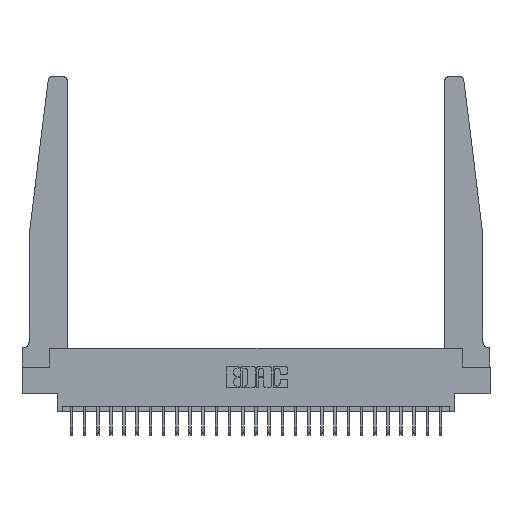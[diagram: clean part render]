
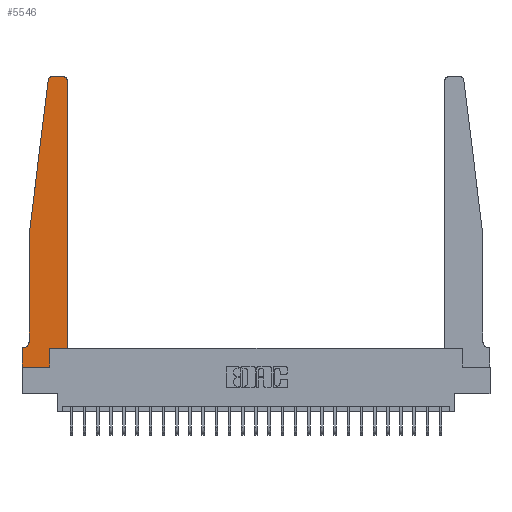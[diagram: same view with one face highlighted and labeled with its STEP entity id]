
A CAD part, top view. The second image highlights one B-rep face of the part: STEP entity #5546.
In plain terms, the highlighted planar face has unit normal (0, 0, 1).
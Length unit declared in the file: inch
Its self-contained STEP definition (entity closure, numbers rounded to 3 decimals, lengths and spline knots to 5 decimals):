
#333 = CARTESIAN_POINT ( 'NONE',  ( 0.27653, 2.72, 0.37 ) ) ;
#736 = DIRECTION ( 'NONE',  ( 1., 0., 0. ) ) ;
#1132 = EDGE_CURVE ( 'NONE', #11174, #3556, #19700, .T. ) ;
#1377 = LINE ( 'NONE', #20517, #22579 ) ;
#1505 = CARTESIAN_POINT ( 'NONE',  ( 0., 0., 0.37 ) ) ;
#1586 = CARTESIAN_POINT ( 'NONE',  ( 0.065, 1.25, 0.37 ) ) ;
#2046 = CARTESIAN_POINT ( 'NONE',  ( 0.065, 0.1875, 0.37 ) ) ;
#2322 = DIRECTION ( 'NONE',  ( 1., 0., 0. ) ) ;
#2454 = VERTEX_POINT ( 'NONE', #19987 ) ;
#2663 = ORIENTED_EDGE ( 'NONE', *, *, #21233, .T. ) ;
#2757 = EDGE_CURVE ( 'NONE', #19107, #17783, #13000, .T. ) ;
#2835 = DIRECTION ( 'NONE',  ( 0., 1., 0. ) ) ;
#3101 = CARTESIAN_POINT ( 'NONE',  ( 0.395, 2.72, 0.37 ) ) ;
#3556 = VERTEX_POINT ( 'NONE', #15605 ) ;
#3745 = DIRECTION ( 'NONE',  ( 1., 0., 0. ) ) ;
#3750 = LINE ( 'NONE', #1505, #25542 ) ;
#4272 = DIRECTION ( 'NONE',  ( 0., 0., -1. ) ) ;
#4497 = AXIS2_PLACEMENT_3D ( 'NONE', #3101, #13815, #17898 ) ;
#4548 = CARTESIAN_POINT ( 'NONE',  ( 0.2605, 0.18, 0.37 ) ) ;
#4693 = VECTOR ( 'NONE', #5916, 39.37008 ) ;
#5228 = VERTEX_POINT ( 'NONE', #22630 ) ;
#5381 = DIRECTION ( 'NONE',  ( 0., -1., 0. ) ) ;
#5546 = ADVANCED_FACE ( 'NONE', ( #8609 ), #11338, .T. ) ;
#5916 = DIRECTION ( 'NONE',  ( 0., 1., 0. ) ) ;
#6420 = CARTESIAN_POINT ( 'NONE',  ( 0.25, 2.75, 0.37 ) ) ;
#6998 = LINE ( 'NONE', #20771, #9983 ) ;
#7475 = VERTEX_POINT ( 'NONE', #22792 ) ;
#7573 = DIRECTION ( 'NONE',  ( 1., 0., 0. ) ) ;
#7743 = VERTEX_POINT ( 'NONE', #22932 ) ;
#8467 = DIRECTION ( 'NONE',  ( -1., 0., 0. ) ) ;
#8609 = FACE_OUTER_BOUND ( 'NONE', #11832, .T. ) ;
#9116 = LINE ( 'NONE', #16666, #19025 ) ;
#9408 = ORIENTED_EDGE ( 'NONE', *, *, #10096, .T. ) ;
#9492 = LINE ( 'NONE', #2046, #11144 ) ;
#9983 = VECTOR ( 'NONE', #16221, 39.37008 ) ;
#10037 = AXIS2_PLACEMENT_3D ( 'NONE', #16550, #4272, #16744 ) ;
#10093 = EDGE_CURVE ( 'NONE', #15492, #25784, #13381, .T. ) ;
#10096 = EDGE_CURVE ( 'NONE', #10806, #11174, #9116, .T. ) ;
#10158 = VERTEX_POINT ( 'NONE', #1586 ) ;
#10360 = LINE ( 'NONE', #16836, #4693 ) ;
#10806 = VERTEX_POINT ( 'NONE', #4548 ) ;
#11144 = VECTOR ( 'NONE', #8467, 39.37008 ) ;
#11174 = VERTEX_POINT ( 'NONE', #19354 ) ;
#11246 = CARTESIAN_POINT ( 'NONE',  ( 0., 0., 0.37 ) ) ;
#11338 = PLANE ( 'NONE',  #11573 ) ;
#11573 = AXIS2_PLACEMENT_3D ( 'NONE', #17789, #15474, #736 ) ;
#11701 = EDGE_CURVE ( 'NONE', #10158, #7475, #1377, .T. ) ;
#11832 = EDGE_LOOP ( 'NONE', ( #17075, #14331, #20499, #21154, #19458, #21927, #18813, #20448, #13036, #9408, #16676, #2663 ) ) ;
#12606 = CIRCLE ( 'NONE', #10037, 0.05 ) ;
#13000 = LINE ( 'NONE', #6420, #15945 ) ;
#13036 = ORIENTED_EDGE ( 'NONE', *, *, #18915, .T. ) ;
#13381 = LINE ( 'NONE', #16464, #19670 ) ;
#13815 = DIRECTION ( 'NONE',  ( 0., 0., 1. ) ) ;
#14331 = ORIENTED_EDGE ( 'NONE', *, *, #18868, .T. ) ;
#15474 = DIRECTION ( 'NONE',  ( 0., 0., 1. ) ) ;
#15492 = VERTEX_POINT ( 'NONE', #24907 ) ;
#15605 = CARTESIAN_POINT ( 'NONE',  ( 0.425, 2.72, 0.37 ) ) ;
#15945 = VECTOR ( 'NONE', #16648, 39.37008 ) ;
#16221 = DIRECTION ( 'NONE',  ( -0.122, -0.992, 0. ) ) ;
#16347 = AXIS2_PLACEMENT_3D ( 'NONE', #333, #17195, #2322 ) ;
#16464 = CARTESIAN_POINT ( 'NONE',  ( 0., 0., 0.37 ) ) ;
#16550 = CARTESIAN_POINT ( 'NONE',  ( 0.015, 0.2375, 0.37 ) ) ;
#16648 = DIRECTION ( 'NONE',  ( -1., 0., 0. ) ) ;
#16666 = CARTESIAN_POINT ( 'NONE',  ( 0.425, 0.18, 0.37 ) ) ;
#16676 = ORIENTED_EDGE ( 'NONE', *, *, #1132, .T. ) ;
#16687 = EDGE_CURVE ( 'NONE', #2454, #15492, #9492, .T. ) ;
#16744 = DIRECTION ( 'NONE',  ( -1., 0., 0. ) ) ;
#16836 = CARTESIAN_POINT ( 'NONE',  ( 0.2605, 0.18, 0.37 ) ) ;
#17075 = ORIENTED_EDGE ( 'NONE', *, *, #2757, .T. ) ;
#17104 = CARTESIAN_POINT ( 'NONE',  ( 0.27653, 2.75, 0.37 ) ) ;
#17195 = DIRECTION ( 'NONE',  ( 0., 0., 1. ) ) ;
#17783 = VERTEX_POINT ( 'NONE', #17104 ) ;
#17789 = CARTESIAN_POINT ( 'NONE',  ( 0., 0.1875, 0.37 ) ) ;
#17898 = DIRECTION ( 'NONE',  ( 1., 0., 0. ) ) ;
#18795 = DIRECTION ( 'NONE',  ( 0., -1., 0. ) ) ;
#18805 = EDGE_CURVE ( 'NONE', #25784, #7743, #3750, .T. ) ;
#18813 = ORIENTED_EDGE ( 'NONE', *, *, #10093, .T. ) ;
#18868 = EDGE_CURVE ( 'NONE', #17783, #5228, #19595, .T. ) ;
#18915 = EDGE_CURVE ( 'NONE', #7743, #10806, #10360, .T. ) ;
#19025 = VECTOR ( 'NONE', #3745, 39.37008 ) ;
#19107 = VERTEX_POINT ( 'NONE', #27301 ) ;
#19354 = CARTESIAN_POINT ( 'NONE',  ( 0.425, 0.18, 0.37 ) ) ;
#19458 = ORIENTED_EDGE ( 'NONE', *, *, #21891, .T. ) ;
#19595 = CIRCLE ( 'NONE', #16347, 0.03 ) ;
#19670 = VECTOR ( 'NONE', #18795, 39.37008 ) ;
#19700 = LINE ( 'NONE', #21705, #25950 ) ;
#19987 = CARTESIAN_POINT ( 'NONE',  ( 0.015, 0.1875, 0.37 ) ) ;
#20448 = ORIENTED_EDGE ( 'NONE', *, *, #18805, .T. ) ;
#20499 = ORIENTED_EDGE ( 'NONE', *, *, #22641, .T. ) ;
#20517 = CARTESIAN_POINT ( 'NONE',  ( 0.065, 1.25, 0.37 ) ) ;
#20771 = CARTESIAN_POINT ( 'NONE',  ( 0.065, 1.25, 0.37 ) ) ;
#21154 = ORIENTED_EDGE ( 'NONE', *, *, #11701, .T. ) ;
#21233 = EDGE_CURVE ( 'NONE', #3556, #19107, #24180, .T. ) ;
#21705 = CARTESIAN_POINT ( 'NONE',  ( 0.425, 0.18, 0.37 ) ) ;
#21891 = EDGE_CURVE ( 'NONE', #7475, #2454, #12606, .T. ) ;
#21927 = ORIENTED_EDGE ( 'NONE', *, *, #16687, .T. ) ;
#22579 = VECTOR ( 'NONE', #5381, 39.37008 ) ;
#22630 = CARTESIAN_POINT ( 'NONE',  ( 0.24675, 2.72367, 0.37 ) ) ;
#22641 = EDGE_CURVE ( 'NONE', #5228, #10158, #6998, .T. ) ;
#22792 = CARTESIAN_POINT ( 'NONE',  ( 0.065, 0.2375, 0.37 ) ) ;
#22932 = CARTESIAN_POINT ( 'NONE',  ( 0.2605, 0., 0.37 ) ) ;
#24180 = CIRCLE ( 'NONE', #4497, 0.03 ) ;
#24907 = CARTESIAN_POINT ( 'NONE',  ( 0., 0.1875, 0.37 ) ) ;
#25542 = VECTOR ( 'NONE', #7573, 39.37008 ) ;
#25784 = VERTEX_POINT ( 'NONE', #11246 ) ;
#25950 = VECTOR ( 'NONE', #2835, 39.37008 ) ;
#27301 = CARTESIAN_POINT ( 'NONE',  ( 0.395, 2.75, 0.37 ) ) ;
